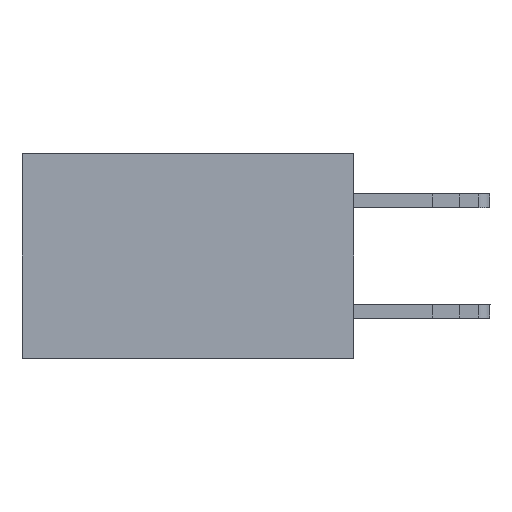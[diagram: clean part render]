
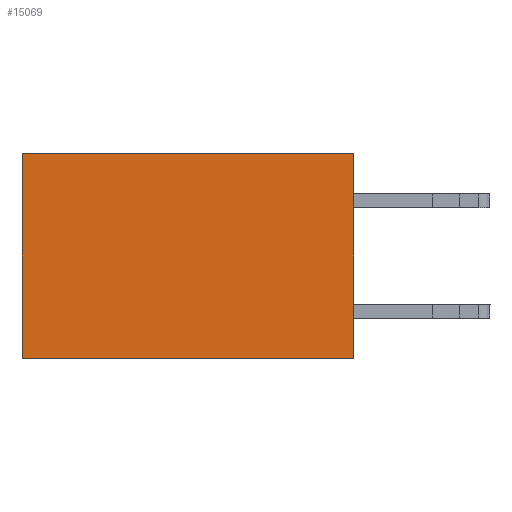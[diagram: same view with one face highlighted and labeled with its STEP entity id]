
A CAD part, left-side view. The second image highlights one B-rep face of the part: STEP entity #15069.
In plain terms, the highlighted planar face has unit normal (-1, 0, 0).
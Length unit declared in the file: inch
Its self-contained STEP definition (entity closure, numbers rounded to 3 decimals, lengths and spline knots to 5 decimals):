
#128 = CARTESIAN_POINT ( 'NONE',  ( 0.2875, 0., -0.37 ) ) ;
#706 = VECTOR ( 'NONE', #24795, 39.37008 ) ;
#1475 = LINE ( 'NONE', #20052, #9135 ) ;
#2615 = EDGE_CURVE ( 'NONE', #18756, #14536, #17148, .T. ) ;
#2780 = EDGE_LOOP ( 'NONE', ( #3260, #9822, #15632, #4687 ) ) ;
#3084 = AXIS2_PLACEMENT_3D ( 'NONE', #12502, #20751, #20892 ) ;
#3260 = ORIENTED_EDGE ( 'NONE', *, *, #2615, .T. ) ;
#4687 = ORIENTED_EDGE ( 'NONE', *, *, #22265, .T. ) ;
#4807 = DIRECTION ( 'NONE',  ( 0., 0., -1. ) ) ;
#4929 = EDGE_CURVE ( 'NONE', #15170, #14536, #18701, .T. ) ;
#8103 = CARTESIAN_POINT ( 'NONE',  ( 0.2875, 0., -0.37 ) ) ;
#9135 = VECTOR ( 'NONE', #11786, 39.37008 ) ;
#9822 = ORIENTED_EDGE ( 'NONE', *, *, #4929, .F. ) ;
#10584 = CARTESIAN_POINT ( 'NONE',  ( 0.2875, 0., 0. ) ) ;
#11786 = DIRECTION ( 'NONE',  ( 0., 0., -1. ) ) ;
#12074 = DIRECTION ( 'NONE',  ( 0., 1., 0. ) ) ;
#12502 = CARTESIAN_POINT ( 'NONE',  ( 0.2875, 0., 0. ) ) ;
#12644 = PLANE ( 'NONE',  #3084 ) ;
#14536 = VERTEX_POINT ( 'NONE', #17149 ) ;
#15069 = ADVANCED_FACE ( 'NONE', ( #18866 ), #12644, .F. ) ;
#15170 = VERTEX_POINT ( 'NONE', #8103 ) ;
#15517 = EDGE_CURVE ( 'NONE', #24768, #15170, #1475, .T. ) ;
#15632 = ORIENTED_EDGE ( 'NONE', *, *, #15517, .F. ) ;
#17148 = LINE ( 'NONE', #22824, #22618 ) ;
#17149 = CARTESIAN_POINT ( 'NONE',  ( 0.2875, 0.6, -0.37 ) ) ;
#18138 = CARTESIAN_POINT ( 'NONE',  ( 0.2875, 0.6, 0. ) ) ;
#18315 = LINE ( 'NONE', #10584, #23170 ) ;
#18701 = LINE ( 'NONE', #128, #706 ) ;
#18756 = VERTEX_POINT ( 'NONE', #18138 ) ;
#18866 = FACE_OUTER_BOUND ( 'NONE', #2780, .T. ) ;
#20052 = CARTESIAN_POINT ( 'NONE',  ( 0.2875, 0., 0. ) ) ;
#20751 = DIRECTION ( 'NONE',  ( 1., 0., 0. ) ) ;
#20892 = DIRECTION ( 'NONE',  ( 0., 0., -1. ) ) ;
#22265 = EDGE_CURVE ( 'NONE', #24768, #18756, #18315, .T. ) ;
#22618 = VECTOR ( 'NONE', #4807, 39.37008 ) ;
#22824 = CARTESIAN_POINT ( 'NONE',  ( 0.2875, 0.6, 0. ) ) ;
#23170 = VECTOR ( 'NONE', #12074, 39.37008 ) ;
#23440 = CARTESIAN_POINT ( 'NONE',  ( 0.2875, 0., 0. ) ) ;
#24768 = VERTEX_POINT ( 'NONE', #23440 ) ;
#24795 = DIRECTION ( 'NONE',  ( 0., 1., 0. ) ) ;
